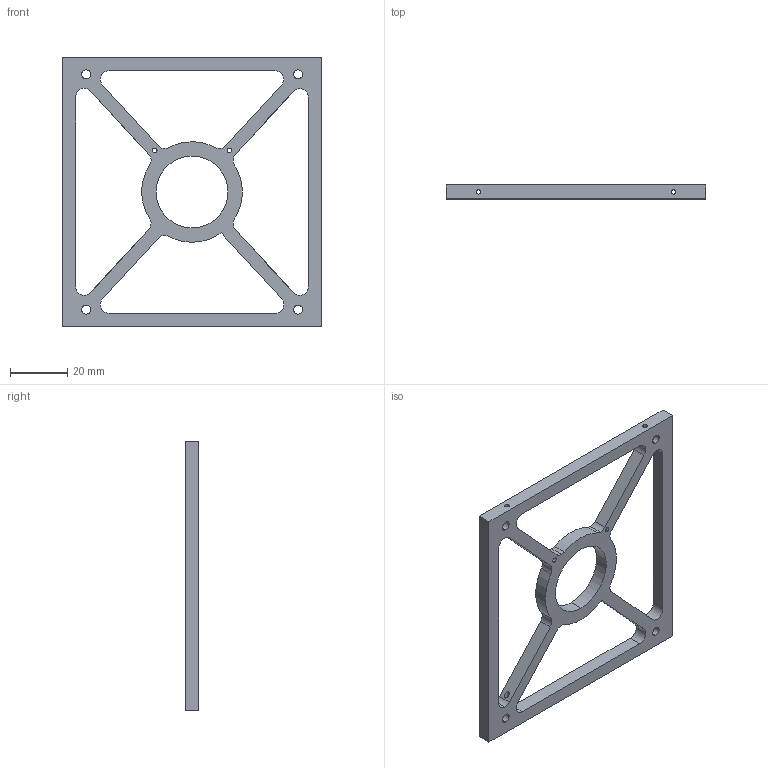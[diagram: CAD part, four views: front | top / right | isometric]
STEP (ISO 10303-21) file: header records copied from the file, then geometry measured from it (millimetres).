
FILE_DESCRIPTION (( 'STEP AP203' ), '1' );
FILE_NAME ('20-M402-B2_Default_sldprt.STEP', '2023-06-05T00:25:50', ( '' ), ( '' ), 'SwSTEP 2.0', 'SolidWorks 2022', '' );
FILE_SCHEMA (( 'CONFIG_CONTROL_DESIGN' ));
Length unit declared in the file: millimetre
Products named in the file (1): 20-M402-B2_Default_sldprt
Bounding box: 90.48 x 4.76 x 94 mm (x, y, z)
Volume: 13779.6 mm3; surface area: 11517.3 mm2
Topology: 1 solids, 1 shells, 64 faces, 186 edges, 124 vertices
Faces by surface type: cylinder 46, plane 18
Entity records: 2291 total; most frequent: CARTESIAN_POINT 399, DIRECTION 392, ORIENTED_EDGE 372, EDGE_CURVE 186, AXIS2_PLACEMENT_3D 149, VERTEX_POINT 124, VECTOR 94, LINE 94
